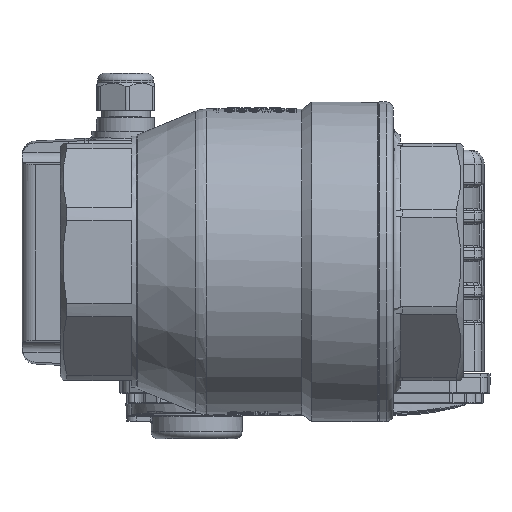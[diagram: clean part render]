
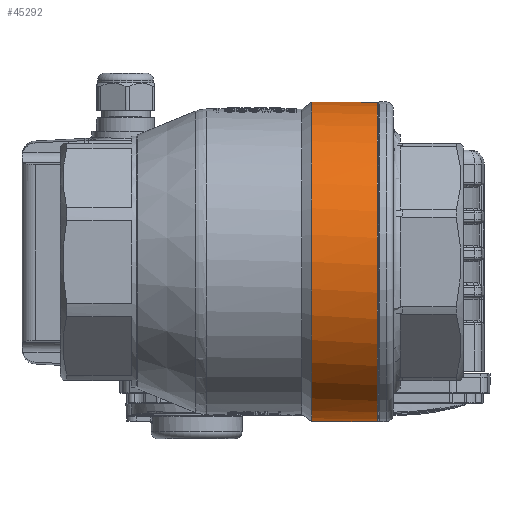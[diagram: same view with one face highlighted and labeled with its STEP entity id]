
A CAD part, front view. The second image highlights one B-rep face of the part: STEP entity #45292.
In plain terms, the highlighted cylindrical face has radius 68.65 mm (diameter 137.3 mm), a full revolution.
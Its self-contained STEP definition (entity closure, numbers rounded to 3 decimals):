
#9265=CIRCLE('',#48366,68.65);
#9333=CIRCLE('',#48476,68.65);
#11399=CYLINDRICAL_SURFACE('',#48477,68.65);
#12639=ORIENTED_EDGE('',*,*,#26319,.F.);
#12640=ORIENTED_EDGE('',*,*,#26322,.T.);
#12641=ORIENTED_EDGE('',*,*,#26220,.T.);
#26220=EDGE_CURVE('',#33080,#33080,#9265,.T.);
#26319=EDGE_CURVE('',#33177,#33178,#9333,.T.);
#26322=EDGE_CURVE('',#33177,#33178,#37640,.T.);
#33080=VERTEX_POINT('',#85779);
#33177=VERTEX_POINT('',#86816);
#33178=VERTEX_POINT('',#86818);
#37640=B_SPLINE_CURVE_WITH_KNOTS('',3,(#86848,#86849,#86850,#86851,#86852),
 .UNSPECIFIED.,.F.,.F.,(4,1,4),(0.,0.005,
0.009),.UNSPECIFIED.);
#38578=EDGE_LOOP('',(#12639,#12640));
#38579=EDGE_LOOP('',(#12641));
#41832=FACE_BOUND('',#38578,.T.);
#41833=FACE_BOUND('',#38579,.T.);
#45292=ADVANCED_FACE('',(#41832,#41833),#11399,.T.);
#48366=AXIS2_PLACEMENT_3D('',#85778,#53142,#53143);
#48476=AXIS2_PLACEMENT_3D('',#86817,#53372,#53373);
#48477=AXIS2_PLACEMENT_3D('',#86847,#53374,#53375);
#53142=DIRECTION('',(-1.,0.,0.));
#53143=DIRECTION('',(0.,0.,-1.));
#53372=DIRECTION('',(-1.,0.,0.));
#53373=DIRECTION('',(0.,0.,1.));
#53374=DIRECTION('',(-1.,0.,0.));
#53375=DIRECTION('',(0.,0.,1.));
#85778=CARTESIAN_POINT('',(49.5,0.,0.));
#85779=CARTESIAN_POINT('',(49.5,0.,-68.65));
#86816=CARTESIAN_POINT('',(21.5,68.491,-4.664));
#86817=CARTESIAN_POINT('',(21.5,0.,0.));
#86818=CARTESIAN_POINT('',(21.5,68.491,4.664));
#86847=CARTESIAN_POINT('',(-98.774,0.,0.));
#86848=CARTESIAN_POINT('',(21.5,68.491,-4.664));
#86849=CARTESIAN_POINT('',(21.834,68.596,-3.124));
#86850=CARTESIAN_POINT('',(22.166,68.704,-0.03));
#86851=CARTESIAN_POINT('',(21.834,68.596,3.124));
#86852=CARTESIAN_POINT('',(21.5,68.491,4.664));
